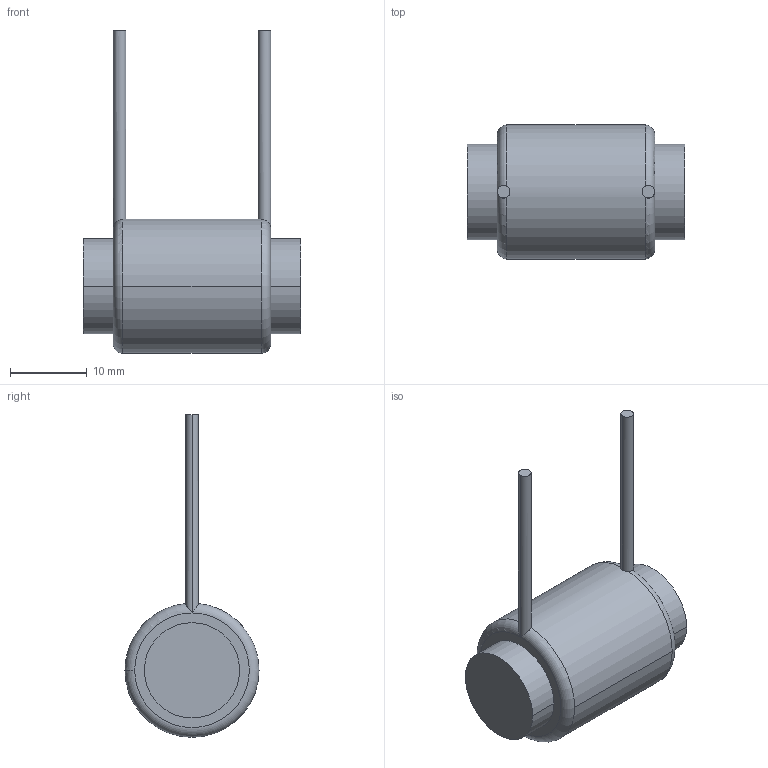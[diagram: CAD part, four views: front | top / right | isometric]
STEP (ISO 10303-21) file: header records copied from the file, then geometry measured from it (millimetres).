
FILE_DESCRIPTION((''),'2;1');
FILE_NAME('5505-RC','2012-08-10T',('ryans'),('Bourns, Inc.'),'PRO/ENGINEER BY PARAMETRIC TECHNOLOGY CORPORATION, 2010100','PRO/ENGINEER BY PARAMETRIC TECHNOLOGY CORPORATION, 2010100','');
FILE_SCHEMA(('CONFIG_CONTROL_DESIGN'));
Length unit declared in the file: inch
Products named in the file (1): 5505-RC
Bounding box: 28.45 x 17.53 x 42.16 mm (x, y, z)
Volume: 5990.7 mm3; surface area: 2119.4 mm2
Topology: 1 solids, 1 shells, 20 faces, 42 edges, 26 vertices
Faces by surface type: cylinder 10, plane 6, torus 4
Entity records: 672 total; most frequent: CARTESIAN_POINT 194, DIRECTION 98, ORIENTED_EDGE 84, AXIS2_PLACEMENT_3D 44, EDGE_CURVE 42, VERTEX_POINT 26, CIRCLE 24, EDGE_LOOP 22
